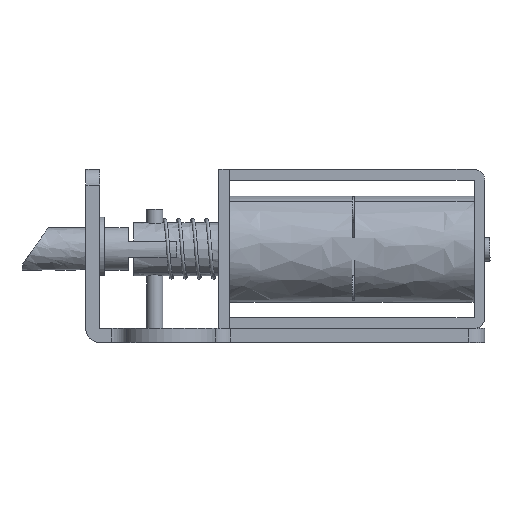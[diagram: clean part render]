
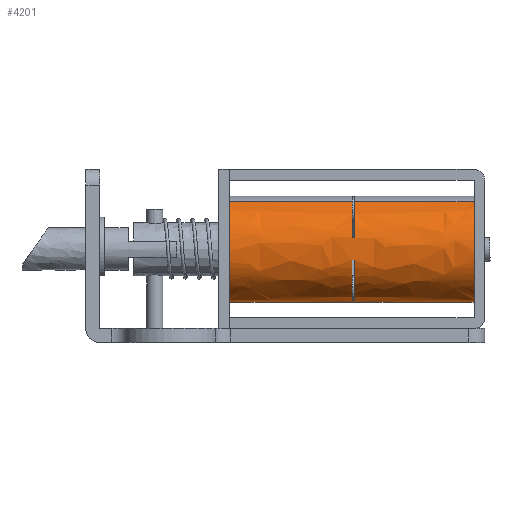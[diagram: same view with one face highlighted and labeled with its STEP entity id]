
A CAD part, top view. The second image highlights one B-rep face of the part: STEP entity #4201.
In plain terms, the highlighted free-form (B-spline) face has degree [2, 1] with [5, 2] control points.
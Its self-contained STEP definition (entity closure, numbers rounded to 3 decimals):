
#3946=CARTESIAN_POINT('',(57.,26.432,-6.504));
#3947=VERTEX_POINT('',#3946);
#3965=CARTESIAN_POINT('',(57.,8.108,-14.435));
#3966=VERTEX_POINT('',#3965);
#3980=CARTESIAN_POINT('',(11.,8.108,-14.435));
#3981=VERTEX_POINT('',#3980);
#3982=CARTESIAN_POINT('',(57.,8.108,-14.435));
#3983=CARTESIAN_POINT('',(11.,8.108,-14.435));
#3984=QUASI_UNIFORM_CURVE('',1,(#3982,#3983),.UNSPECIFIED.,.F.,.U.);
#3985=EDGE_CURVE('',#3966,#3981,#3984,.T.);
#4002=CARTESIAN_POINT('',(11.,26.432,-6.504));
#4003=VERTEX_POINT('',#4002);
#4019=CARTESIAN_POINT('',(57.,26.432,-6.504));
#4020=CARTESIAN_POINT('',(11.,26.432,-6.504));
#4021=QUASI_UNIFORM_CURVE('',1,(#4019,#4020),.UNSPECIFIED.,.F.,.U.);
#4022=EDGE_CURVE('',#3947,#4003,#4021,.T.);
#4027=CARTESIAN_POINT('',(58.15,8.108,-14.435));
#4028=CARTESIAN_POINT('',(58.15,4.673,-5.044));
#4029=CARTESIAN_POINT('',(58.15,14.065,-1.608));
#4030=CARTESIAN_POINT('',(58.15,22.428,1.45));
#4031=CARTESIAN_POINT('',(58.15,26.432,-6.504));
#4032=CARTESIAN_POINT('',(9.821,8.108,-14.435));
#4033=CARTESIAN_POINT('',(9.821,4.673,-5.044));
#4034=CARTESIAN_POINT('',(9.821,14.065,-1.608));
#4035=CARTESIAN_POINT('',(9.821,22.428,1.45));
#4036=CARTESIAN_POINT('',(9.821,26.432,-6.504));
#4044=(BOUNDED_SURFACE()B_SPLINE_SURFACE(2,1,((#4027,#4032),(#4028,#4033),(#4029,#4034),(#4030,#4035),(#4031,#4036)),.UNSPECIFIED.,.F.,.F.,.U.)B_SPLINE_SURFACE_WITH_KNOTS((3,2,3),(2,2),(0.0,16.569,31.812),(0.0,48.329),.UNSPECIFIED.)GEOMETRIC_REPRESENTATION_ITEM()RATIONAL_B_SPLINE_SURFACE(((1.0,1.0),(0.707,0.707),(1.0,1.0),(0.731,0.731),(0.957,0.957)))REPRESENTATION_ITEM('')SURFACE());
#4045=CARTESIAN_POINT('',(57.0,17.5,-1.));
#4046=VERTEX_POINT('',#4045);
#4047=CARTESIAN_POINT('',(57.0,17.5,-1.));
#4048=CARTESIAN_POINT('',(57.,23.662,-1.));
#4049=CARTESIAN_POINT('',(57.,26.432,-6.504));
#4057=(BOUNDED_CURVE()B_SPLINE_CURVE(2,(#4047,#4048,#4049),.UNSPECIFIED.,.F.,.U.)B_SPLINE_CURVE_WITH_KNOTS((3,3),(0.0,0.174),.UNSPECIFIED.)CURVE()GEOMETRIC_REPRESENTATION_ITEM()RATIONAL_B_SPLINE_CURVE((1.0,0.797,0.876))REPRESENTATION_ITEM(''));
#4058=EDGE_CURVE('',#4046,#3947,#4057,.T.);
#4059=ORIENTED_EDGE('',*,*,#4058,.T.);
#4060=ORIENTED_EDGE('',*,*,#4022,.T.);
#4061=CARTESIAN_POINT('',(11.,17.5,-1.));
#4062=VERTEX_POINT('',#4061);
#4063=CARTESIAN_POINT('',(11.,17.5,-1.));
#4064=CARTESIAN_POINT('',(11.,23.662,-1.));
#4065=CARTESIAN_POINT('',(11.,26.432,-6.504));
#4073=(BOUNDED_CURVE()B_SPLINE_CURVE(2,(#4063,#4064,#4065),.UNSPECIFIED.,.F.,.U.)B_SPLINE_CURVE_WITH_KNOTS((3,3),(0.0,0.174),.UNSPECIFIED.)CURVE()GEOMETRIC_REPRESENTATION_ITEM()RATIONAL_B_SPLINE_CURVE((1.0,0.797,0.876))REPRESENTATION_ITEM(''));
#4074=EDGE_CURVE('',#4062,#4003,#4073,.T.);
#4075=ORIENTED_EDGE('',*,*,#4074,.F.);
#4076=CARTESIAN_POINT('',(11.,8.108,-14.435));
#4077=CARTESIAN_POINT('',(11.,7.5,-12.771));
#4078=CARTESIAN_POINT('',(11.,7.5,-11.0));
#4079=CARTESIAN_POINT('',(11.,7.5,-1.));
#4080=CARTESIAN_POINT('',(11.,17.5,-1.));
#4088=(BOUNDED_CURVE()B_SPLINE_CURVE(2,(#4076,#4077,#4078,#4079,#4080),.UNSPECIFIED.,.F.,.U.)B_SPLINE_CURVE_WITH_KNOTS((3,2,3),(0.692,0.75,1.0),.UNSPECIFIED.)CURVE()GEOMETRIC_REPRESENTATION_ITEM()RATIONAL_B_SPLINE_CURVE((0.895,0.932,1.0,0.707,1.0))REPRESENTATION_ITEM(''));
#4089=EDGE_CURVE('',#3981,#4062,#4088,.T.);
#4090=ORIENTED_EDGE('',*,*,#4089,.F.);
#4091=ORIENTED_EDGE('',*,*,#3985,.F.);
#4092=CARTESIAN_POINT('',(57.,8.108,-14.435));
#4093=CARTESIAN_POINT('',(57.0,7.5,-12.771));
#4094=CARTESIAN_POINT('',(57.0,7.5,-11.0));
#4095=CARTESIAN_POINT('',(57.,7.5,-1.));
#4096=CARTESIAN_POINT('',(57.0,17.5,-1.));
#4104=(BOUNDED_CURVE()B_SPLINE_CURVE(2,(#4092,#4093,#4094,#4095,#4096),.UNSPECIFIED.,.F.,.U.)B_SPLINE_CURVE_WITH_KNOTS((3,2,3),(0.692,0.75,1.0),.UNSPECIFIED.)CURVE()GEOMETRIC_REPRESENTATION_ITEM()RATIONAL_B_SPLINE_CURVE((0.895,0.932,1.0,0.707,1.0))REPRESENTATION_ITEM(''));
#4105=EDGE_CURVE('',#3966,#4046,#4104,.T.);
#4106=ORIENTED_EDGE('',*,*,#4105,.T.);
#4107=EDGE_LOOP('',(#4059,#4060,#4075,#4090,#4091,#4106));
#4108=FACE_OUTER_BOUND('',#4107,.T.);
#4109=CARTESIAN_POINT('',(34.1,24.114,-3.5));
#4110=VERTEX_POINT('',#4109);
#4111=CARTESIAN_POINT('',(34.1,19.705,-1.246));
#4112=VERTEX_POINT('',#4111);
#4113=CARTESIAN_POINT('',(34.1,24.114,-3.5));
#4114=CARTESIAN_POINT('',(34.1,22.198,-1.81));
#4115=CARTESIAN_POINT('',(34.1,19.705,-1.246));
#4123=(BOUNDED_CURVE()B_SPLINE_CURVE(2,(#4113,#4114,#4115),.UNSPECIFIED.,.F.,.U.)CURVE()GEOMETRIC_REPRESENTATION_ITEM()QUASI_UNIFORM_CURVE()RATIONAL_B_SPLINE_CURVE((1.0,0.969,1.0))REPRESENTATION_ITEM(''));
#4124=EDGE_CURVE('',#4110,#4112,#4123,.T.);
#4125=ORIENTED_EDGE('',*,*,#4124,.F.);
#4126=CARTESIAN_POINT('',(34.5,24.114,-3.5));
#4127=VERTEX_POINT('',#4126);
#4128=CARTESIAN_POINT('',(34.5,24.114,-3.5));
#4129=CARTESIAN_POINT('',(34.1,24.114,-3.5));
#4130=QUASI_UNIFORM_CURVE('',1,(#4128,#4129),.UNSPECIFIED.,.F.,.U.);
#4131=EDGE_CURVE('',#4127,#4110,#4130,.T.);
#4132=ORIENTED_EDGE('',*,*,#4131,.F.);
#4133=CARTESIAN_POINT('',(34.5,19.705,-1.246));
#4134=VERTEX_POINT('',#4133);
#4135=CARTESIAN_POINT('',(34.5,24.114,-3.5));
#4136=CARTESIAN_POINT('',(34.5,22.198,-1.81));
#4137=CARTESIAN_POINT('',(34.5,19.705,-1.246));
#4145=(BOUNDED_CURVE()B_SPLINE_CURVE(2,(#4135,#4136,#4137),.UNSPECIFIED.,.F.,.U.)CURVE()GEOMETRIC_REPRESENTATION_ITEM()QUASI_UNIFORM_CURVE()RATIONAL_B_SPLINE_CURVE((1.0,0.969,1.0))REPRESENTATION_ITEM(''));
#4146=EDGE_CURVE('',#4127,#4134,#4145,.T.);
#4147=ORIENTED_EDGE('',*,*,#4146,.T.);
#4148=CARTESIAN_POINT('',(34.1,19.705,-1.246));
#4149=CARTESIAN_POINT('',(34.5,19.705,-1.246));
#4150=QUASI_UNIFORM_CURVE('',1,(#4148,#4149),.UNSPECIFIED.,.F.,.U.);
#4151=EDGE_CURVE('',#4112,#4134,#4150,.T.);
#4152=ORIENTED_EDGE('',*,*,#4151,.F.);
#4153=EDGE_LOOP('',(#4125,#4132,#4147,#4152));
#4154=FACE_BOUND('',#4153,.T.);
#4155=CARTESIAN_POINT('',(34.1,15.477,-1.207));
#4156=VERTEX_POINT('',#4155);
#4157=CARTESIAN_POINT('',(34.1,10.987,-3.411));
#4158=VERTEX_POINT('',#4157);
#4159=CARTESIAN_POINT('',(34.1,15.477,-1.207));
#4160=CARTESIAN_POINT('',(34.1,12.948,-1.729));
#4161=CARTESIAN_POINT('',(34.1,10.987,-3.411));
#4169=(BOUNDED_CURVE()B_SPLINE_CURVE(2,(#4159,#4160,#4161),.UNSPECIFIED.,.F.,.U.)CURVE()GEOMETRIC_REPRESENTATION_ITEM()QUASI_UNIFORM_CURVE()RATIONAL_B_SPLINE_CURVE((1.0,0.968,1.0))REPRESENTATION_ITEM(''));
#4170=EDGE_CURVE('',#4156,#4158,#4169,.T.);
#4171=ORIENTED_EDGE('',*,*,#4170,.F.);
#4172=CARTESIAN_POINT('',(34.5,15.477,-1.207));
#4173=VERTEX_POINT('',#4172);
#4174=CARTESIAN_POINT('',(34.5,15.477,-1.207));
#4175=CARTESIAN_POINT('',(34.1,15.477,-1.207));
#4176=QUASI_UNIFORM_CURVE('',1,(#4174,#4175),.UNSPECIFIED.,.F.,.U.);
#4177=EDGE_CURVE('',#4173,#4156,#4176,.T.);
#4178=ORIENTED_EDGE('',*,*,#4177,.F.);
#4179=CARTESIAN_POINT('',(34.5,10.987,-3.411));
#4180=VERTEX_POINT('',#4179);
#4181=CARTESIAN_POINT('',(34.5,15.477,-1.207));
#4182=CARTESIAN_POINT('',(34.5,12.948,-1.729));
#4183=CARTESIAN_POINT('',(34.5,10.987,-3.411));
#4191=(BOUNDED_CURVE()B_SPLINE_CURVE(2,(#4181,#4182,#4183),.UNSPECIFIED.,.F.,.U.)CURVE()GEOMETRIC_REPRESENTATION_ITEM()QUASI_UNIFORM_CURVE()RATIONAL_B_SPLINE_CURVE((1.0,0.968,1.0))REPRESENTATION_ITEM(''));
#4192=EDGE_CURVE('',#4173,#4180,#4191,.T.);
#4193=ORIENTED_EDGE('',*,*,#4192,.T.);
#4194=CARTESIAN_POINT('',(34.1,10.987,-3.411));
#4195=CARTESIAN_POINT('',(34.5,10.987,-3.411));
#4196=QUASI_UNIFORM_CURVE('',1,(#4194,#4195),.UNSPECIFIED.,.F.,.U.);
#4197=EDGE_CURVE('',#4158,#4180,#4196,.T.);
#4198=ORIENTED_EDGE('',*,*,#4197,.F.);
#4199=EDGE_LOOP('',(#4171,#4178,#4193,#4198));
#4200=FACE_BOUND('',#4199,.T.);
#4201=ADVANCED_FACE('',(#4108,#4154,#4200),#4044,.T.);
